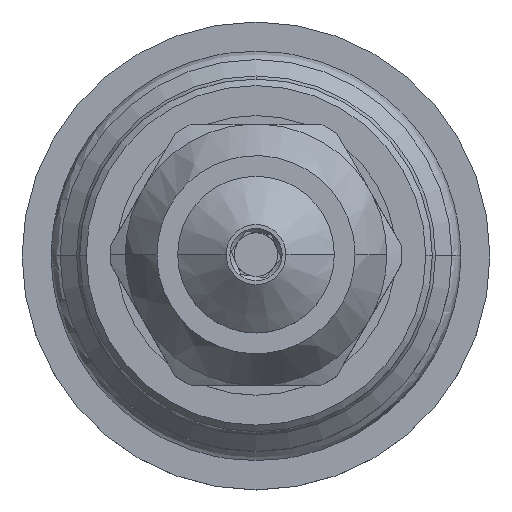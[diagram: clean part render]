
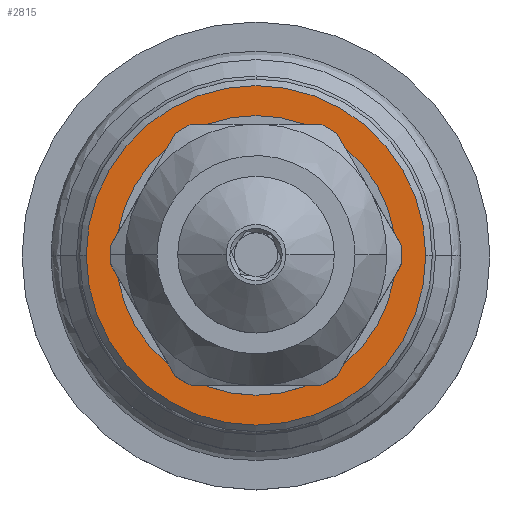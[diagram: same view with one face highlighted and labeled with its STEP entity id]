
A CAD part, top view. The second image highlights one B-rep face of the part: STEP entity #2815.
In plain terms, the highlighted planar face has unit normal (0, 0, 1).
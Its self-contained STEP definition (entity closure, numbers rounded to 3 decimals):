
#120 = CARTESIAN_POINT ( 'NONE',  ( 0., 0., -21.5 ) ) ;
#192 = ORIENTED_EDGE ( 'NONE', *, *, #4485, .T. ) ;
#444 = ORIENTED_EDGE ( 'NONE', *, *, #5311, .T. ) ;
#532 = VERTEX_POINT ( 'NONE', #1209 ) ;
#551 = DIRECTION ( 'NONE',  ( -1., 0., 0. ) ) ;
#621 = DIRECTION ( 'NONE',  ( 0., 0., -1. ) ) ;
#790 = CIRCLE ( 'NONE', #2228, 7.8 ) ;
#1166 = FACE_OUTER_BOUND ( 'NONE', #3506, .T. ) ;
#1209 = CARTESIAN_POINT ( 'NONE',  ( 0., -6.425, -21.5 ) ) ;
#1397 = CARTESIAN_POINT ( 'NONE',  ( 0., 0., -21.5 ) ) ;
#1840 = VERTEX_POINT ( 'NONE', #3222 ) ;
#1848 = VERTEX_POINT ( 'NONE', #5408 ) ;
#1963 = CIRCLE ( 'NONE', #2889, 6.425 ) ;
#2228 = AXIS2_PLACEMENT_3D ( 'NONE', #2255, #5220, #2686 ) ;
#2255 = CARTESIAN_POINT ( 'NONE',  ( 0., 0., -21.5 ) ) ;
#2265 = DIRECTION ( 'NONE',  ( 0., 0., 1. ) ) ;
#2365 = CARTESIAN_POINT ( 'NONE',  ( 0., 0., -21.5 ) ) ;
#2457 = EDGE_LOOP ( 'NONE', ( #444, #192 ) ) ;
#2686 = DIRECTION ( 'NONE',  ( -1., 0., 0. ) ) ;
#2811 = DIRECTION ( 'NONE',  ( 0., -1., 0. ) ) ;
#2815 = ADVANCED_FACE ( 'NONE', ( #4699, #1166 ), #3937, .T. ) ;
#2889 = AXIS2_PLACEMENT_3D ( 'NONE', #2365, #5341, #2811 ) ;
#3163 = DIRECTION ( 'NONE',  ( 0., 0., 1. ) ) ;
#3221 = AXIS2_PLACEMENT_3D ( 'NONE', #1397, #2265, #5231 ) ;
#3222 = CARTESIAN_POINT ( 'NONE',  ( 7.8, 0., -21.5 ) ) ;
#3225 = CARTESIAN_POINT ( 'NONE',  ( 0., 0., -21.5 ) ) ;
#3252 = ORIENTED_EDGE ( 'NONE', *, *, #4005, .T. ) ;
#3506 = EDGE_LOOP ( 'NONE', ( #5379, #3252 ) ) ;
#3662 = DIRECTION ( 'NONE',  ( 0., -1., 0. ) ) ;
#3937 = PLANE ( 'NONE',  #3221 ) ;
#3978 = VERTEX_POINT ( 'NONE', #4698 ) ;
#4005 = EDGE_CURVE ( 'NONE', #1840, #1848, #790, .T. ) ;
#4134 = CIRCLE ( 'NONE', #5236, 6.425 ) ;
#4485 = EDGE_CURVE ( 'NONE', #3978, #532, #1963, .T. ) ;
#4698 = CARTESIAN_POINT ( 'NONE',  ( 0., 6.425, -21.5 ) ) ;
#4699 = FACE_BOUND ( 'NONE', #2457, .T. ) ;
#4915 = CIRCLE ( 'NONE', #5335, 7.8 ) ;
#4922 = EDGE_CURVE ( 'NONE', #1848, #1840, #4915, .T. ) ;
#5220 = DIRECTION ( 'NONE',  ( 0., 0., 1. ) ) ;
#5231 = DIRECTION ( 'NONE',  ( 0., -1., 0. ) ) ;
#5236 = AXIS2_PLACEMENT_3D ( 'NONE', #3225, #621, #3662 ) ;
#5311 = EDGE_CURVE ( 'NONE', #532, #3978, #4134, .T. ) ;
#5335 = AXIS2_PLACEMENT_3D ( 'NONE', #120, #3163, #551 ) ;
#5341 = DIRECTION ( 'NONE',  ( 0., 0., -1. ) ) ;
#5379 = ORIENTED_EDGE ( 'NONE', *, *, #4922, .T. ) ;
#5408 = CARTESIAN_POINT ( 'NONE',  ( -7.8, 0., -21.5 ) ) ;
